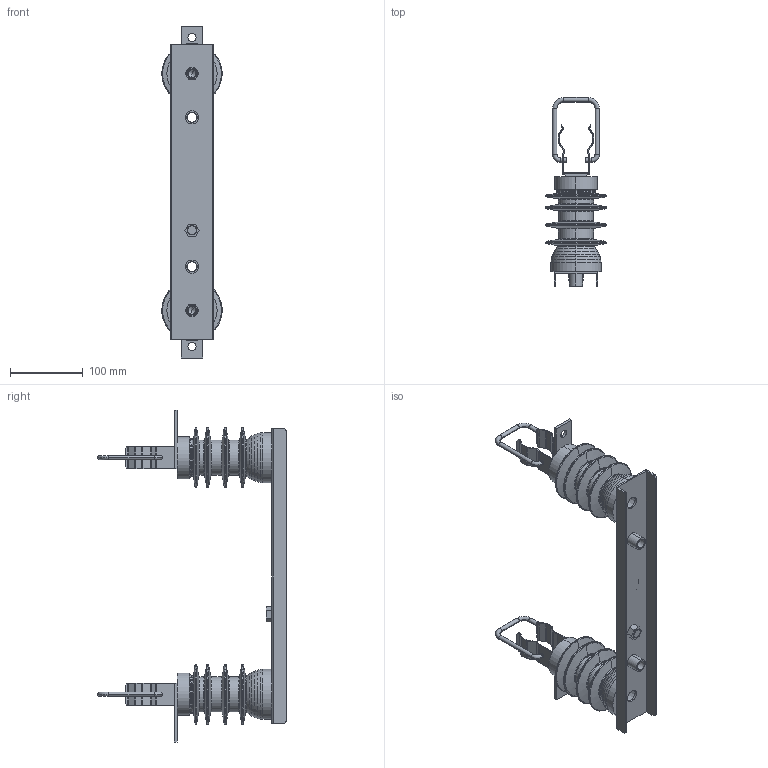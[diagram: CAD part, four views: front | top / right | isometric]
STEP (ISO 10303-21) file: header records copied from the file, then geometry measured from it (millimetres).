
FILE_DESCRIPTION((''),'2;1');
FILE_NAME('VV_FUSE_BASE_12KV_N_ASM','2022-03-31T09:08:31',('klemen.sitar'),('Audax d.o.o.'),'CREO PARAMETRIC BY PTC INC, 2021304','CREO PARAMETRIC BY PTC INC, 2021304','');
FILE_SCHEMA(('AP242_MANAGED_MODEL_BASED_3D_ENGINEERING_MIM_LF { 1 0 10303 442 1 1 4 }'));
Length unit declared in the file: millimetre
Products named in the file (14): PRT0001; ETI_LOGO; GROUND-SCREW; VV_BASE_PLATE_12KV_ASM; PRT9571_1_1_1_1; I06R15V00-1-SOLID1_1_1_1_1_1; I12R18V00-1-SOLID1_1_1_1_1_1; I16R26V00-1-SOLID1_1_1_1_1_1; ISOLATOR_12_KV_ASM_1_ASM_1_1_ASM; PRT9568_1_1_1_1_1; PRT9569_1_1_1_1_1; PRT9572_1_1_1_1_1; IN_OUT_CLIP_ASM_1_1_ASM; VV_FUSE_BASE_12KV_N_ASM
Assembly tree (16 placements, depth 3):
  VV_FUSE_BASE_12KV_N_ASM
    VV_BASE_PLATE_12KV_ASM
      PRT0001
      ETI_LOGO
      GROUND-SCREW
    ISOLATOR_12_KV_ASM_1_ASM_1_1_ASM  x2
      PRT9571_1_1_1_1
      I06R15V00-1-SOLID1_1_1_1_1_1
      I12R18V00-1-SOLID1_1_1_1_1_1
      I16R26V00-1-SOLID1_1_1_1_1_1
    IN_OUT_CLIP_ASM_1_1_ASM  x2
      PRT9568_1_1_1_1_1
      PRT9569_1_1_1_1_1
      PRT9572_1_1_1_1_1
Bounding box: 83.14 x 259.05 x 456 mm (x, y, z)
Volume: 869369.6 mm3; surface area: 252224.3 mm2
Topology: 21 solids, 21 shells, 953 faces, 2144 edges, 1270 vertices
Faces by surface type: cylinder 314, cone 290, plane 213, torus 120, sphere 16
Entity records: 22126 total; most frequent: DIRECTION 2965, CARTESIAN_POINT 2582, ORIENTED_EDGE 2430, EDGE_CURVE 1215, AXIS2_PLACEMENT_3D 1159, PRESENTATION_STYLE_ASSIGNMENT 981, STYLED_ITEM 981, VERTEX_POINT 736
